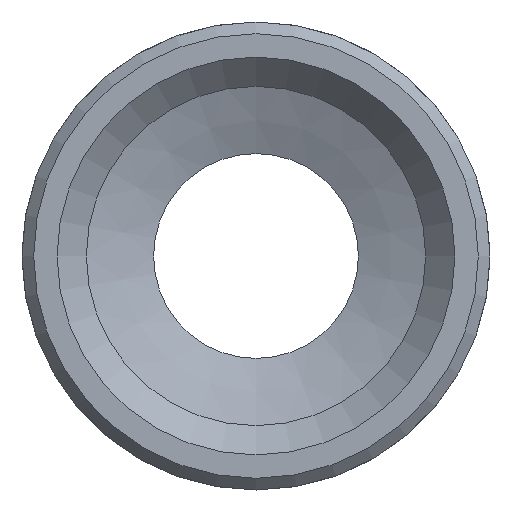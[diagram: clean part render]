
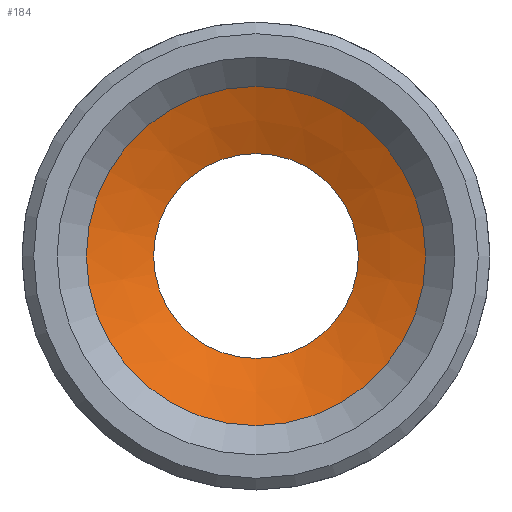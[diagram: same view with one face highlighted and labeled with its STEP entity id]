
A CAD part, front view. The second image highlights one B-rep face of the part: STEP entity #184.
In plain terms, the highlighted conical face has half-angle 68 degrees and reference radius 5.8 mm.
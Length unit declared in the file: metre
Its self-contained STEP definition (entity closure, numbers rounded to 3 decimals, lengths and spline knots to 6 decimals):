
#184 = ADVANCED_FACE( 'NONE', ( #501, #502 ), #503, .F. );
#501 = FACE_OUTER_BOUND( '', #1097, .T. );
#502 = FACE_BOUND( '', #1098, .T. );
#503 = CONICAL_SURFACE( '', #1099, 0.0058, 1.187 );
#1097 = EDGE_LOOP( '', ( #3082 ) );
#1098 = EDGE_LOOP( '', ( #3083 ) );
#1099 = AXIS2_PLACEMENT_3D( '', #3084, #3085, #3086 );
#3082 = ORIENTED_EDGE( '', *, *, #4214, .T. );
#3083 = ORIENTED_EDGE( '', *, *, #4215, .F. );
#3084 = CARTESIAN_POINT( '', ( 0., 0.0115, 0. ) );
#3085 = DIRECTION( '', ( 0., -1., 0. ) );
#3086 = DIRECTION( '', ( 0., 0., -1. ) );
#4214 = EDGE_CURVE( 'NONE', #4741, #4741, #4742, .T. );
#4215 = EDGE_CURVE( 'NONE', #4743, #4743, #4744, .T. );
#4741 = VERTEX_POINT( '', #5614 );
#4742 = CIRCLE( '', #5615, 0.0058 );
#4743 = VERTEX_POINT( '', #5616 );
#4744 = CIRCLE( '', #5617, 0.0035 );
#5614 = CARTESIAN_POINT( '', ( 0., 0.0115, -0.0058 ) );
#5615 = AXIS2_PLACEMENT_3D( '', #8010, #8011, #8012 );
#5616 = CARTESIAN_POINT( '', ( 0., 0.012429, -0.0035 ) );
#5617 = AXIS2_PLACEMENT_3D( '', #8013, #8014, #8015 );
#8010 = CARTESIAN_POINT( '', ( 0., 0.0115, 0. ) );
#8011 = DIRECTION( '', ( 0., -1., 0. ) );
#8012 = DIRECTION( '', ( 0., 0., -1. ) );
#8013 = CARTESIAN_POINT( '', ( 0., 0.012429, 0. ) );
#8014 = DIRECTION( '', ( 0., -1., 0. ) );
#8015 = DIRECTION( '', ( 0., 0., -1. ) );
